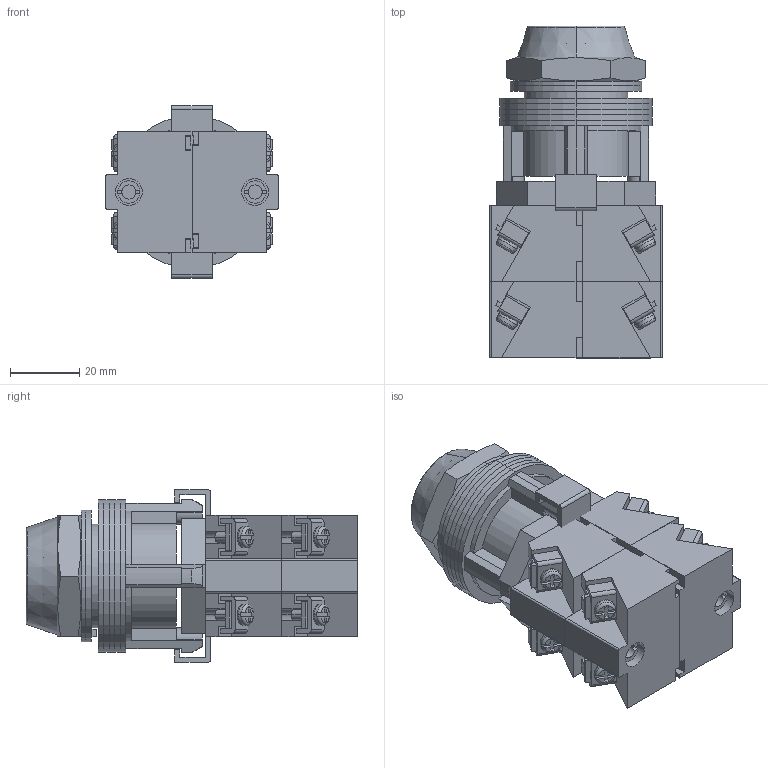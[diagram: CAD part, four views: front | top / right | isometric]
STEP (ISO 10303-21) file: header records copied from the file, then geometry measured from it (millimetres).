
FILE_DESCRIPTION (( 'STEP AP214' ), '1' );
FILE_NAME ('HT8AAGF1Q1.step', '2018-06-29T15:04:15', ( '' ), ( '' ), 'SwSTEP 2.0', 'SolidWorks 2017', '' );
FILE_SCHEMA (( 'AUTOMOTIVE_DESIGN' ));
Length unit declared in the file: millimetre
Products named in the file (1): HT8AAGF1Q1
Bounding box: 50 x 95.95 x 50 mm (x, y, z)
Volume: 102565.3 mm3; surface area: 60780.8 mm2
Topology: 43 solids, 43 shells, 925 faces, 2345 edges, 1542 vertices
Faces by surface type: plane 631, cylinder 237, torus 36, cone 21
Entity records: 33738 total; most frequent: CARTESIAN_POINT 5213, DIRECTION 4727, ORIENTED_EDGE 4690, EDGE_CURVE 2345, VECTOR 1671, LINE 1671, VERTEX_POINT 1542, AXIS2_PLACEMENT_3D 1528
